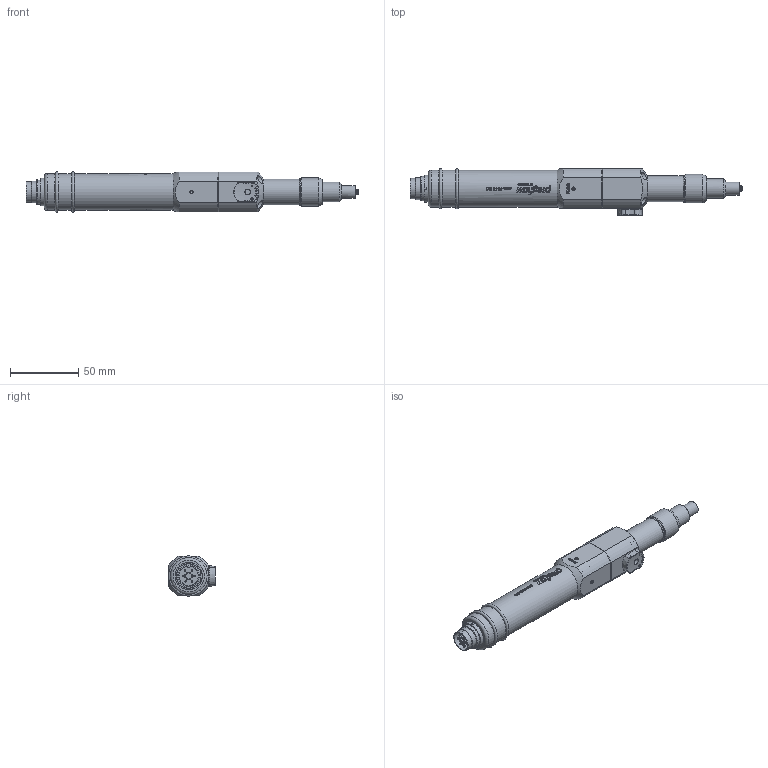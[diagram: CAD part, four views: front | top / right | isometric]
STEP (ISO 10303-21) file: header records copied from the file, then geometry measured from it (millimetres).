
FILE_DESCRIPTION (( 'STEP AP214' ), '1' );
FILE_NAME ('20092.STEP', '2018-09-07T07:52:02', ( '' ), ( '' ), 'SwSTEP 2.0', 'SolidWorks 2017', '' );
FILE_SCHEMA (( 'AUTOMOTIVE_DESIGN' ));
Length unit declared in the file: millimetre
Products named in the file (1): 20092
Bounding box: 243.85 x 34.47 x 29.6 mm (x, y, z)
Volume: 121074 mm3; surface area: 25648.7 mm2
Topology: 2 solids, 25 shells, 925 faces, 2761 edges, 2022 vertices
Faces by surface type: plane 403, cylinder 264, bspline 156, cone 59, torus 43
Full cylindrical faces by diameter (mm): 0.6 x14, 0.7 x14, 1 x14, 2 x3, 2.5 x2, 3.2 x1, 3.3 x4, 5.6 x4, 8.2 x1, 8.566 x1, 9.5 x1, 14.4 x1, 14.5 x1, 14.6 x1, 15 x1, 16 x2, 18 x1, 19 x1, 20 x1, 21 x1, 26.368 x4, 27 x3
Entity records: 51086 total; most frequent: CARTESIAN_POINT 19019, ORIENTED_EDGE 5074, DIRECTION 3836, EDGE_CURVE 2537, VERTEX_POINT 1953, AXIS2_PLACEMENT_3D 1376, EDGE_LOOP 1246, LINE 1084
